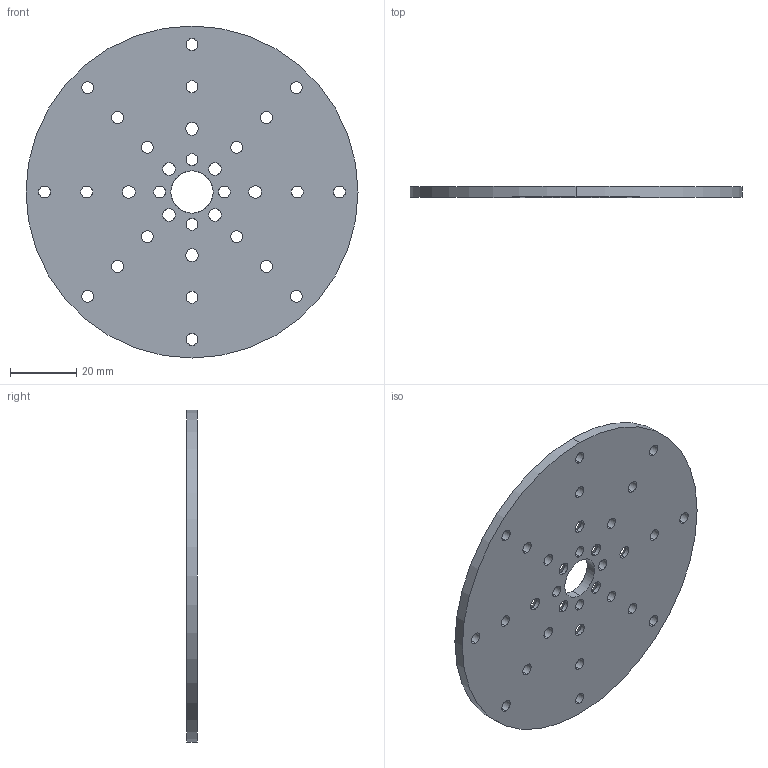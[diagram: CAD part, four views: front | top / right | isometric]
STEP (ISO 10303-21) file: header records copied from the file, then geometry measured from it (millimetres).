
FILE_DESCRIPTION (( 'STEP AP203' ), '1' );
FILE_NAME ('585438.STEP', '2014-07-14T21:12:55', ( 'Kyle' ), ( 'Microsoft' ), 'SwSTEP 2.0', 'SolidWorks 2014', '' );
FILE_SCHEMA (( 'CONFIG_CONTROL_DESIGN' ));
Length unit declared in the file: inch
Products named in the file (1): 585438
Bounding box: 100.08 x 3.17 x 100.08 mm (x, y, z)
Volume: 23334.7 mm3; surface area: 17035.5 mm2
Topology: 1 solids, 1 shells, 86 faces, 248 edges, 160 vertices
Faces by surface type: cylinder 68, cone 16, plane 2
Entity records: 3135 total; most frequent: DIRECTION 578, CARTESIAN_POINT 523, ORIENTED_EDGE 496, EDGE_CURVE 248, AXIS2_PLACEMENT_3D 247, CIRCLE 160, VERTEX_POINT 160, EDGE_LOOP 148
